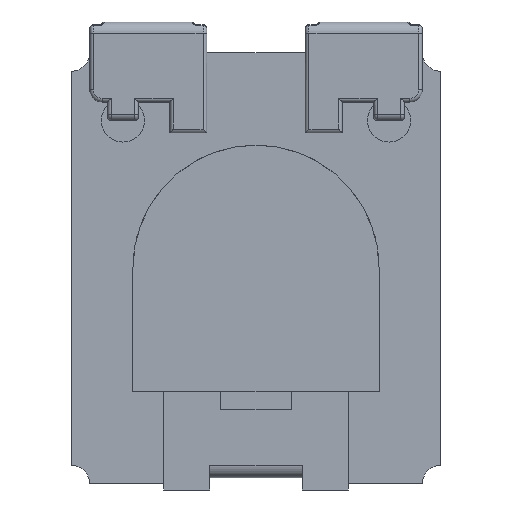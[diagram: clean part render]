
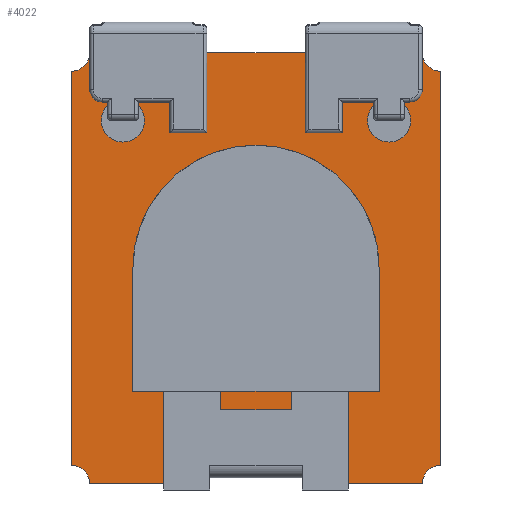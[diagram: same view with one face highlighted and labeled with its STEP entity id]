
A CAD part, front view. The second image highlights one B-rep face of the part: STEP entity #4022.
In plain terms, the highlighted planar face has unit normal (0, -1, 0).
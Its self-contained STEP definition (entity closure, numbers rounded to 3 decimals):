
#128 = DIRECTION ( 'NONE',  ( 0., -1., 0. ) ) ;
#396 = DIRECTION ( 'NONE',  ( 0., 0., 1. ) ) ;
#440 = CARTESIAN_POINT ( 'NONE',  ( 1.5, -0.2, 1.6 ) ) ;
#477 = FACE_BOUND ( 'NONE', #5985, .T. ) ;
#482 = EDGE_CURVE ( 'NONE', #9775, #2505, #3015, .T. ) ;
#491 = DIRECTION ( 'NONE',  ( 0., 0., -1. ) ) ;
#633 = DIRECTION ( 'NONE',  ( 0., -1., 0. ) ) ;
#642 = VERTEX_POINT ( 'NONE', #8600 ) ;
#687 = DIRECTION ( 'NONE',  ( 0., 1., 0. ) ) ;
#689 = AXIS2_PLACEMENT_3D ( 'NONE', #7491, #633, #8647 ) ;
#723 = ORIENTED_EDGE ( 'NONE', *, *, #6687, .F. ) ;
#832 = VERTEX_POINT ( 'NONE', #7699 ) ;
#932 = EDGE_CURVE ( 'NONE', #5480, #1678, #2653, .T. ) ;
#949 = DIRECTION ( 'NONE',  ( 0., -1., 0. ) ) ;
#1040 = ORIENTED_EDGE ( 'NONE', *, *, #9852, .F. ) ;
#1112 = EDGE_CURVE ( 'NONE', #14906, #642, #9855, .T. ) ;
#1129 = VECTOR ( 'NONE', #4673, 1000. ) ;
#1170 = ORIENTED_EDGE ( 'NONE', *, *, #932, .F. ) ;
#1257 = EDGE_CURVE ( 'NONE', #4999, #9775, #9305, .T. ) ;
#1297 = AXIS2_PLACEMENT_3D ( 'NONE', #13387, #1520, #10541 ) ;
#1330 = ORIENTED_EDGE ( 'NONE', *, *, #10990, .F. ) ;
#1334 = CARTESIAN_POINT ( 'NONE',  ( 1.081, -0.2, 1.025 ) ) ;
#1520 = DIRECTION ( 'NONE',  ( 0., -1., 0. ) ) ;
#1678 = VERTEX_POINT ( 'NONE', #3209 ) ;
#1780 = CIRCLE ( 'NONE', #689, 0.175 ) ;
#1865 = CARTESIAN_POINT ( 'NONE',  ( -1.5, -0.2, -1.6 ) ) ;
#1992 = EDGE_CURVE ( 'NONE', #13669, #13800, #5972, .T. ) ;
#2266 = AXIS2_PLACEMENT_3D ( 'NONE', #2745, #10196, #5704 ) ;
#2505 = VERTEX_POINT ( 'NONE', #3734 ) ;
#2512 = VERTEX_POINT ( 'NONE', #11812 ) ;
#2653 = CIRCLE ( 'NONE', #1297, 0.15 ) ;
#2745 = CARTESIAN_POINT ( 'NONE',  ( -1.5, -0.2, -1.75 ) ) ;
#3015 = LINE ( 'NONE', #5081, #8779 ) ;
#3209 = CARTESIAN_POINT ( 'NONE',  ( 1.5, -0.2, 1.6 ) ) ;
#3361 = LINE ( 'NONE', #9026, #11855 ) ;
#3401 = CIRCLE ( 'NONE', #11394, 0.175 ) ;
#3712 = ORIENTED_EDGE ( 'NONE', *, *, #9328, .F. ) ;
#3734 = CARTESIAN_POINT ( 'NONE',  ( -1.5, -0.2, 1.6 ) ) ;
#3830 = AXIS2_PLACEMENT_3D ( 'NONE', #5215, #13238, #6348 ) ;
#3847 = DIRECTION ( 'NONE',  ( 0., 0., -1. ) ) ;
#4022 = ADVANCED_FACE ( 'NONE', ( #12333, #9649, #477 ), #9790, .F. ) ;
#4149 = CARTESIAN_POINT ( 'NONE',  ( 1.35, -0.2, -1.75 ) ) ;
#4169 = LINE ( 'NONE', #11396, #1129 ) ;
#4287 = LINE ( 'NONE', #7246, #10462 ) ;
#4444 = ORIENTED_EDGE ( 'NONE', *, *, #11653, .F. ) ;
#4476 = CIRCLE ( 'NONE', #3830, 0.15 ) ;
#4673 = DIRECTION ( 'NONE',  ( -1., 0., 0. ) ) ;
#4999 = VERTEX_POINT ( 'NONE', #13363 ) ;
#5008 = ORIENTED_EDGE ( 'NONE', *, *, #5818, .F. ) ;
#5081 = CARTESIAN_POINT ( 'NONE',  ( -1.5, -0.2, -1.6 ) ) ;
#5114 = ORIENTED_EDGE ( 'NONE', *, *, #5856, .F. ) ;
#5215 = CARTESIAN_POINT ( 'NONE',  ( -1.5, -0.2, 1.75 ) ) ;
#5465 = CIRCLE ( 'NONE', #9480, 0.175 ) ;
#5480 = VERTEX_POINT ( 'NONE', #6041 ) ;
#5579 = CARTESIAN_POINT ( 'NONE',  ( 0.375, -0.2, -1.6 ) ) ;
#5704 = DIRECTION ( 'NONE',  ( 0., 0., 1. ) ) ;
#5818 = EDGE_CURVE ( 'NONE', #14329, #7541, #14814, .T. ) ;
#5856 = EDGE_CURVE ( 'NONE', #6464, #4999, #4169, .T. ) ;
#5972 = CIRCLE ( 'NONE', #10459, 0.175 ) ;
#5985 = EDGE_LOOP ( 'NONE', ( #7995, #13863 ) ) ;
#6041 = CARTESIAN_POINT ( 'NONE',  ( 1.35, -0.2, 1.75 ) ) ;
#6082 = CARTESIAN_POINT ( 'NONE',  ( 0.375, -0.2, -1.75 ) ) ;
#6348 = DIRECTION ( 'NONE',  ( 0., 0., 1. ) ) ;
#6464 = VERTEX_POINT ( 'NONE', #11958 ) ;
#6583 = CARTESIAN_POINT ( 'NONE',  ( -1.081, -0.2, 1.2 ) ) ;
#6687 = EDGE_CURVE ( 'NONE', #832, #2512, #5465, .T. ) ;
#6732 = ORIENTED_EDGE ( 'NONE', *, *, #11073, .F. ) ;
#6963 = CARTESIAN_POINT ( 'NONE',  ( -0.375, -0.2, -1.6 ) ) ;
#6986 = CARTESIAN_POINT ( 'NONE',  ( 1.081, -0.2, 1.2 ) ) ;
#7203 = DIRECTION ( 'NONE',  ( 0., 0., -1. ) ) ;
#7246 = CARTESIAN_POINT ( 'NONE',  ( -0.375, -0.2, -1.75 ) ) ;
#7405 = VERTEX_POINT ( 'NONE', #6963 ) ;
#7491 = CARTESIAN_POINT ( 'NONE',  ( -1.081, -0.2, 1.2 ) ) ;
#7530 = EDGE_CURVE ( 'NONE', #7405, #14906, #11053, .T. ) ;
#7541 = VERTEX_POINT ( 'NONE', #4149 ) ;
#7561 = CARTESIAN_POINT ( 'NONE',  ( -1.5, -0.2, -1.75 ) ) ;
#7699 = CARTESIAN_POINT ( 'NONE',  ( -1.081, -0.2, 1.025 ) ) ;
#7765 = DIRECTION ( 'NONE',  ( 0., 0., -1. ) ) ;
#7841 = CARTESIAN_POINT ( 'NONE',  ( 1.5, -0.2, -1.75 ) ) ;
#7928 = CARTESIAN_POINT ( 'NONE',  ( -1.35, -0.2, 1.75 ) ) ;
#7938 = DIRECTION ( 'NONE',  ( -1., 0., 0. ) ) ;
#7995 = ORIENTED_EDGE ( 'NONE', *, *, #1992, .F. ) ;
#8172 = DIRECTION ( 'NONE',  ( 0., 0., -1. ) ) ;
#8557 = LINE ( 'NONE', #440, #11302 ) ;
#8600 = CARTESIAN_POINT ( 'NONE',  ( 0.375, -0.2, -1.75 ) ) ;
#8647 = DIRECTION ( 'NONE',  ( 0., 0., -1. ) ) ;
#8705 = DIRECTION ( 'NONE',  ( 0., 0., 1. ) ) ;
#8779 = VECTOR ( 'NONE', #13110, 1000. ) ;
#8996 = DIRECTION ( 'NONE',  ( 0., 0., 1. ) ) ;
#9026 = CARTESIAN_POINT ( 'NONE',  ( 1.35, -0.2, -1.75 ) ) ;
#9213 = ORIENTED_EDGE ( 'NONE', *, *, #14570, .T. ) ;
#9305 = CIRCLE ( 'NONE', #2266, 0.15 ) ;
#9328 = EDGE_CURVE ( 'NONE', #7541, #642, #3361, .T. ) ;
#9438 = DIRECTION ( 'NONE',  ( 0., -1., 0. ) ) ;
#9480 = AXIS2_PLACEMENT_3D ( 'NONE', #6583, #14665, #7765 ) ;
#9503 = VECTOR ( 'NONE', #3847, 1000. ) ;
#9637 = CARTESIAN_POINT ( 'NONE',  ( -1.35, -0.2, 1.75 ) ) ;
#9649 = FACE_BOUND ( 'NONE', #12253, .T. ) ;
#9775 = VERTEX_POINT ( 'NONE', #14078 ) ;
#9790 = PLANE ( 'NONE',  #11345 ) ;
#9831 = ORIENTED_EDGE ( 'NONE', *, *, #7530, .T. ) ;
#9852 = EDGE_CURVE ( 'NONE', #1678, #14329, #8557, .T. ) ;
#9855 = LINE ( 'NONE', #6082, #9503 ) ;
#10196 = DIRECTION ( 'NONE',  ( 0., -1., 0. ) ) ;
#10302 = CARTESIAN_POINT ( 'NONE',  ( 1.5, -0.2, -1.6 ) ) ;
#10459 = AXIS2_PLACEMENT_3D ( 'NONE', #11753, #9438, #7203 ) ;
#10462 = VECTOR ( 'NONE', #396, 1000. ) ;
#10541 = DIRECTION ( 'NONE',  ( 0., 0., 1. ) ) ;
#10829 = DIRECTION ( 'NONE',  ( 1., 0., 0. ) ) ;
#10869 = EDGE_CURVE ( 'NONE', #13800, #13669, #3401, .T. ) ;
#10935 = ORIENTED_EDGE ( 'NONE', *, *, #482, .F. ) ;
#10990 = EDGE_CURVE ( 'NONE', #12349, #5480, #11022, .T. ) ;
#11022 = LINE ( 'NONE', #9637, #13675 ) ;
#11053 = LINE ( 'NONE', #1865, #13709 ) ;
#11073 = EDGE_CURVE ( 'NONE', #2505, #12349, #4476, .T. ) ;
#11185 = ORIENTED_EDGE ( 'NONE', *, *, #1112, .T. ) ;
#11302 = VECTOR ( 'NONE', #491, 1000. ) ;
#11345 = AXIS2_PLACEMENT_3D ( 'NONE', #7561, #687, #8705 ) ;
#11394 = AXIS2_PLACEMENT_3D ( 'NONE', #6986, #128, #8172 ) ;
#11396 = CARTESIAN_POINT ( 'NONE',  ( 1.35, -0.2, -1.75 ) ) ;
#11477 = ORIENTED_EDGE ( 'NONE', *, *, #1257, .F. ) ;
#11653 = EDGE_CURVE ( 'NONE', #2512, #832, #1780, .T. ) ;
#11753 = CARTESIAN_POINT ( 'NONE',  ( 1.081, -0.2, 1.2 ) ) ;
#11812 = CARTESIAN_POINT ( 'NONE',  ( -1.081, -0.2, 1.375 ) ) ;
#11855 = VECTOR ( 'NONE', #7938, 1000. ) ;
#11958 = CARTESIAN_POINT ( 'NONE',  ( -0.375, -0.2, -1.75 ) ) ;
#12233 = EDGE_LOOP ( 'NONE', ( #5114, #9213, #9831, #11185, #3712, #5008, #1040, #1170, #1330, #6732, #10935, #11477 ) ) ;
#12253 = EDGE_LOOP ( 'NONE', ( #723, #4444 ) ) ;
#12333 = FACE_OUTER_BOUND ( 'NONE', #12233, .T. ) ;
#12349 = VERTEX_POINT ( 'NONE', #7928 ) ;
#12438 = AXIS2_PLACEMENT_3D ( 'NONE', #7841, #949, #8996 ) ;
#13110 = DIRECTION ( 'NONE',  ( 0., 0., 1. ) ) ;
#13238 = DIRECTION ( 'NONE',  ( 0., -1., 0. ) ) ;
#13363 = CARTESIAN_POINT ( 'NONE',  ( -1.35, -0.2, -1.75 ) ) ;
#13387 = CARTESIAN_POINT ( 'NONE',  ( 1.5, -0.2, 1.75 ) ) ;
#13669 = VERTEX_POINT ( 'NONE', #1334 ) ;
#13675 = VECTOR ( 'NONE', #10829, 1000. ) ;
#13709 = VECTOR ( 'NONE', #14495, 1000. ) ;
#13800 = VERTEX_POINT ( 'NONE', #14637 ) ;
#13863 = ORIENTED_EDGE ( 'NONE', *, *, #10869, .F. ) ;
#14078 = CARTESIAN_POINT ( 'NONE',  ( -1.5, -0.2, -1.6 ) ) ;
#14329 = VERTEX_POINT ( 'NONE', #10302 ) ;
#14495 = DIRECTION ( 'NONE',  ( 1., 0., 0. ) ) ;
#14570 = EDGE_CURVE ( 'NONE', #6464, #7405, #4287, .T. ) ;
#14637 = CARTESIAN_POINT ( 'NONE',  ( 1.081, -0.2, 1.375 ) ) ;
#14665 = DIRECTION ( 'NONE',  ( 0., -1., 0. ) ) ;
#14814 = CIRCLE ( 'NONE', #12438, 0.15 ) ;
#14906 = VERTEX_POINT ( 'NONE', #5579 ) ;
